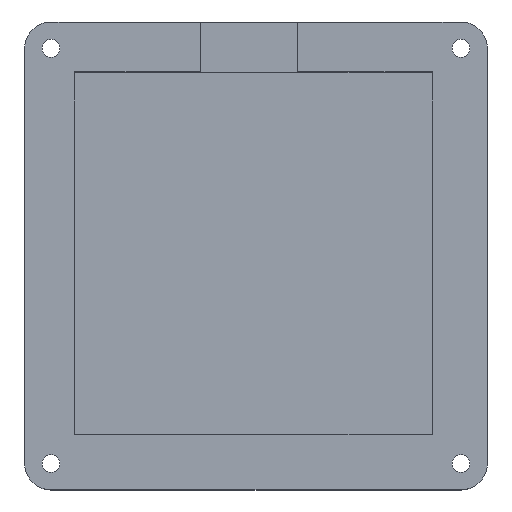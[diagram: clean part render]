
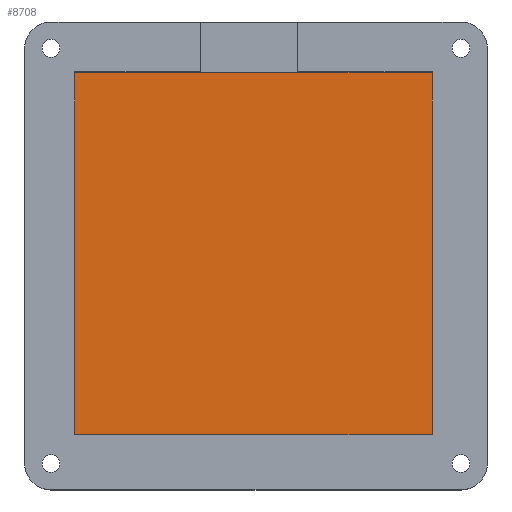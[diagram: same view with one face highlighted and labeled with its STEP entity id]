
A CAD part, top view. The second image highlights one B-rep face of the part: STEP entity #8708.
In plain terms, the highlighted planar face has unit normal (0, 0, 1).
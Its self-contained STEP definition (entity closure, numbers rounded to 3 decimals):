
#283=PLANE('',#8948);
#742=FACE_OUTER_BOUND('',#1249,.T.);
#1249=EDGE_LOOP('',(#7933,#7934,#7935,#7936));
#2005=LINE('',#17124,#2754);
#2007=LINE('',#17128,#2756);
#2008=LINE('',#17130,#2757);
#2009=LINE('',#17131,#2758);
#2754=VECTOR('',#10126,10.);
#2756=VECTOR('',#10130,10.);
#2757=VECTOR('',#10131,10.);
#2758=VECTOR('',#10132,10.);
#4129=VERTEX_POINT('',#17121);
#4130=VERTEX_POINT('',#17123);
#4131=VERTEX_POINT('',#17127);
#4132=VERTEX_POINT('',#17129);
#5405=EDGE_CURVE('',#4129,#4130,#2005,.T.);
#5407=EDGE_CURVE('',#4130,#4131,#2007,.T.);
#5408=EDGE_CURVE('',#4132,#4129,#2008,.T.);
#5409=EDGE_CURVE('',#4131,#4132,#2009,.T.);
#7933=ORIENTED_EDGE('',*,*,#5407,.F.);
#7934=ORIENTED_EDGE('',*,*,#5405,.F.);
#7935=ORIENTED_EDGE('',*,*,#5408,.F.);
#7936=ORIENTED_EDGE('',*,*,#5409,.F.);
#8708=ADVANCED_FACE('',(#742),#283,.T.);
#8948=AXIS2_PLACEMENT_3D('',#17126,#10128,#10129);
#10126=DIRECTION('',(1.,0.,0.));
#10128=DIRECTION('center_axis',(0.,0.,1.));
#10129=DIRECTION('ref_axis',(1.,0.,0.));
#10130=DIRECTION('',(0.,-1.,0.));
#10131=DIRECTION('',(0.,1.,0.));
#10132=DIRECTION('',(-1.,0.,0.));
#17121=CARTESIAN_POINT('',(-48.,70.,3.));
#17123=CARTESIAN_POINT('',(20.,70.,3.));
#17124=CARTESIAN_POINT('',(-31.,70.,3.));
#17126=CARTESIAN_POINT('Origin',(-14.,35.5,3.));
#17127=CARTESIAN_POINT('',(20.,1.,3.));
#17128=CARTESIAN_POINT('',(20.,52.75,3.));
#17129=CARTESIAN_POINT('',(-48.,1.,3.));
#17130=CARTESIAN_POINT('',(-48.,18.25,3.));
#17131=CARTESIAN_POINT('',(3.,1.,3.));
